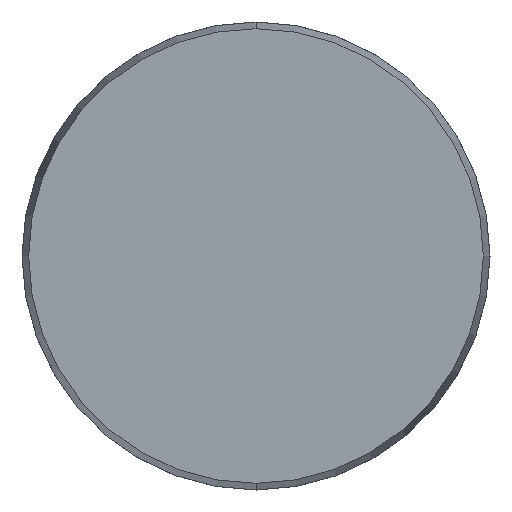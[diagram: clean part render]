
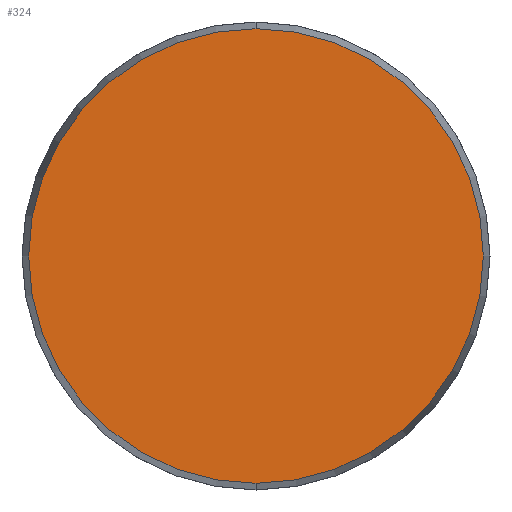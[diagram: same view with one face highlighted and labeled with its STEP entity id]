
A CAD part, front view. The second image highlights one B-rep face of the part: STEP entity #324.
In plain terms, the highlighted planar face has unit normal (0, -1, 0).
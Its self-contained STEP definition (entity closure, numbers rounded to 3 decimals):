
#22 = CIRCLE ( 'NONE', #374, 29.143 ) ;
#43 = DIRECTION ( 'NONE',  ( 0., -1., 0. ) ) ;
#143 = CARTESIAN_POINT ( 'NONE',  ( 0., 0., -29.143 ) ) ;
#199 = EDGE_CURVE ( 'NONE', #654, #841, #22, .T. ) ;
#214 = AXIS2_PLACEMENT_3D ( 'NONE', #439, #1058, #1162 ) ;
#228 = AXIS2_PLACEMENT_3D ( 'NONE', #229, #43, #701 ) ;
#229 = CARTESIAN_POINT ( 'NONE',  ( 0., 0., 0. ) ) ;
#251 = PLANE ( 'NONE',  #214 ) ;
#324 = ADVANCED_FACE ( 'NONE', ( #512 ), #251, .F. ) ;
#374 = AXIS2_PLACEMENT_3D ( 'NONE', #1120, #948, #496 ) ;
#391 = EDGE_LOOP ( 'NONE', ( #1150, #734 ) ) ;
#439 = CARTESIAN_POINT ( 'NONE',  ( -29.143, 0., 0. ) ) ;
#496 = DIRECTION ( 'NONE',  ( 0., 0., -1. ) ) ;
#512 = FACE_OUTER_BOUND ( 'NONE', #391, .T. ) ;
#654 = VERTEX_POINT ( 'NONE', #759 ) ;
#701 = DIRECTION ( 'NONE',  ( 0., 0., -1. ) ) ;
#734 = ORIENTED_EDGE ( 'NONE', *, *, #1148, .T. ) ;
#759 = CARTESIAN_POINT ( 'NONE',  ( 0., 0., 29.143 ) ) ;
#782 = CIRCLE ( 'NONE', #228, 29.143 ) ;
#841 = VERTEX_POINT ( 'NONE', #143 ) ;
#948 = DIRECTION ( 'NONE',  ( 0., -1., 0. ) ) ;
#1058 = DIRECTION ( 'NONE',  ( 0., 1., 0. ) ) ;
#1120 = CARTESIAN_POINT ( 'NONE',  ( 0., 0., 0. ) ) ;
#1148 = EDGE_CURVE ( 'NONE', #841, #654, #782, .T. ) ;
#1150 = ORIENTED_EDGE ( 'NONE', *, *, #199, .T. ) ;
#1162 = DIRECTION ( 'NONE',  ( 0., 0., 1. ) ) ;
